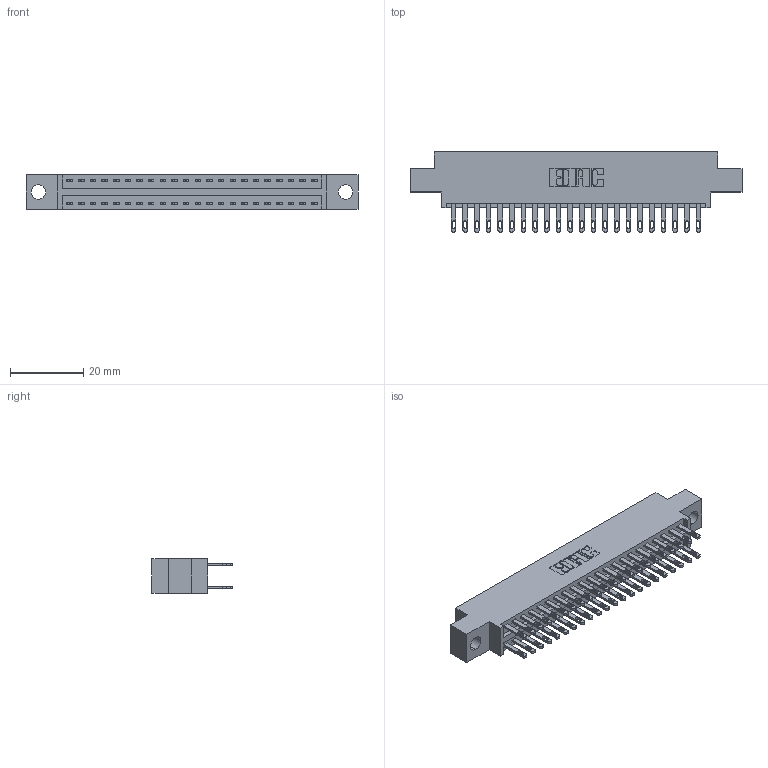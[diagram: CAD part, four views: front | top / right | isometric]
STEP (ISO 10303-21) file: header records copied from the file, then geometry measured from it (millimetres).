
FILE_DESCRIPTION (( 'STEP AP203' ), '1' );
FILE_NAME ('896-044-500-804.STEP', '2021-07-27T22:12:09', ( '' ), ( '' ), 'SwSTEP 2.0', 'SolidWorks 2020', '' );
FILE_SCHEMA (( 'CONFIG_CONTROL_DESIGN' ));
Length unit declared in the file: inch
Products named in the file (3): 896-044-500-804; 345-292-001_345-293-100; 846 Part_0.170 Offset - 0.156 Dia-TH
Assembly tree (45 placements, depth 2):
  896-044-500-804
    846 Part_0.170 Offset - 0.156 Dia-TH
    345-292-001_345-293-100  x44
Bounding box: 90.42 x 21.84 x 9.4 mm (x, y, z)
Volume: 8554.1 mm3; surface area: 11897.4 mm2
Topology: 45 solids, 45 shells, 2238 faces, 6809 edges, 4538 vertices
Faces by surface type: plane 1356, cylinder 882
Entity records: 17115 total; most frequent: CARTESIAN_POINT 2848, ORIENTED_EDGE 2782, DIRECTION 2563, EDGE_CURVE 1391, VECTOR 1167, LINE 1167, VERTEX_POINT 926, AXIS2_PLACEMENT_3D 698
